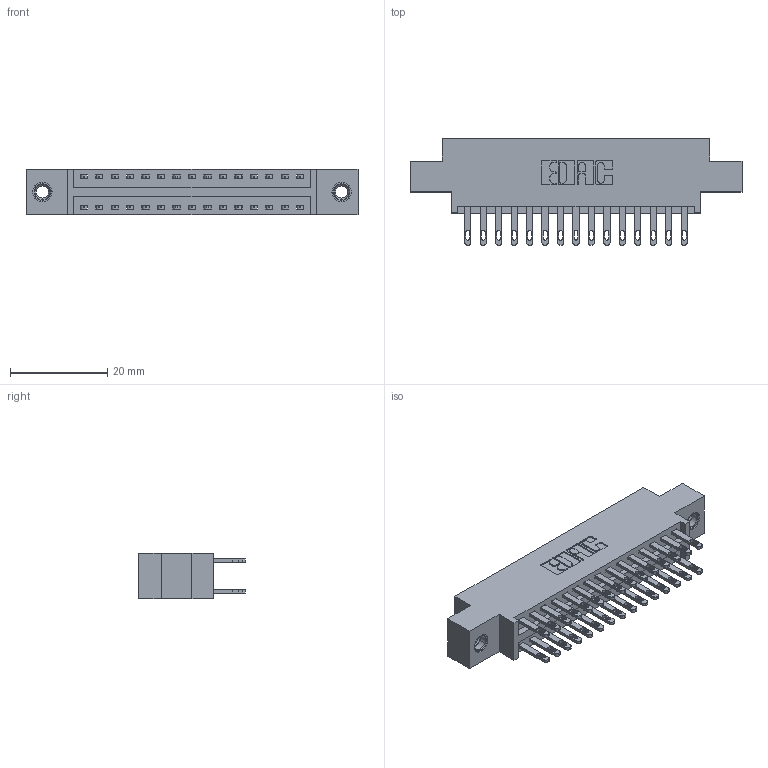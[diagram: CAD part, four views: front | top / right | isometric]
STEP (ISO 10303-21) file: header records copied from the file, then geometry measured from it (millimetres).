
FILE_DESCRIPTION (( 'STEP AP203' ), '1' );
FILE_NAME ('346-030-500-807.STEP', '2022-05-19T15:56:15', ( '' ), ( '' ), 'SwSTEP 2.0', 'SolidWorks 2020', '' );
FILE_SCHEMA (( 'CONFIG_CONTROL_DESIGN' ));
Length unit declared in the file: inch
Products named in the file (4): 346 Part_0.170 Offset - 0.156 Dia-TI; 345-250-001_345-250-005-103; 345-292-001_345-293-100; 346-030-500-807
Assembly tree (33 placements, depth 2):
  346-030-500-807
    346 Part_0.170 Offset - 0.156 Dia-TI
    345-292-001_345-293-100  x30
    345-250-001_345-250-005-103  x2
Bounding box: 68.2 x 21.84 x 9.4 mm (x, y, z)
Volume: 6364.1 mm3; surface area: 8850.9 mm2
Topology: 33 solids, 33 shells, 1626 faces, 4887 edges, 3250 vertices
Faces by surface type: plane 982, cylinder 628, cone 12, torus 4
Entity records: 14672 total; most frequent: CARTESIAN_POINT 2439, ORIENTED_EDGE 2366, DIRECTION 2229, EDGE_CURVE 1183, LINE 967, VECTOR 967, VERTEX_POINT 784, AXIS2_PLACEMENT_3D 631
